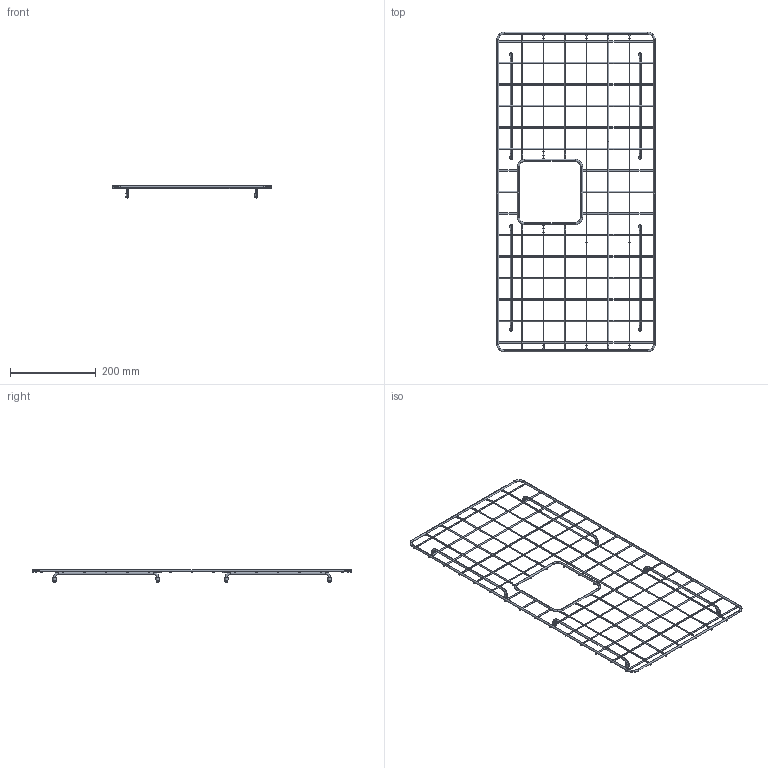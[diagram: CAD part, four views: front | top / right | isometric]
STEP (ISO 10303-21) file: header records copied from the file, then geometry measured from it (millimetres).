
FILE_DESCRIPTION((''),'2;1');
FILE_NAME('2300-2035_ASM','2021-11-02T',('timv'),(''),'CREO PARAMETRIC BY PTC INC, 2015080','CREO PARAMETRIC BY PTC INC, 2015080','');
FILE_SCHEMA(('CONFIG_CONTROL_DESIGN'));
Length unit declared in the file: millimetre
Products named in the file (30): 1500_TEL_DATA_1; 1500_TEL_DATA_2; 1500_TEL_DATA_3; 1500_TEL_DATA_5; 1500_TEL_DATA_7; 1500_TEL_DATA_8; 1500_TEL_DATA_9; 1500_TEL_DATA_10; 1500_TEL_DATA_11; 1500_TEL_DATA_16; 1500_TEL_DATA_19; 1500_TEL_DATA_22; 1500_TEL_DATA_23; 1500_TEL_DATA_24; 1500_TEL_DATA_25; 1500_TEL_DATA_26; 1500_TEL_DATA_28; 1500_TEL_DATA_29; 1500_TEL_DATA_30; 1500_TEL_DATA_31; 1500_TEL_DATA_32; 1500_TEL_DATA_33; 1500_TEL_DATA_34; 1500_TEL_DATA_36; 2300-2035-20; 2300-2035-15; 2300-2035-31; GL-240; GLF-100; 2300-2035_ASM
Assembly tree (44 placements, depth 2):
  2300-2035_ASM
    1500_TEL_DATA_1
    1500_TEL_DATA_2
    1500_TEL_DATA_3
    1500_TEL_DATA_5
    1500_TEL_DATA_7
    1500_TEL_DATA_8
    1500_TEL_DATA_9
    1500_TEL_DATA_10
    1500_TEL_DATA_11
    1500_TEL_DATA_16
    1500_TEL_DATA_19
    1500_TEL_DATA_22
    1500_TEL_DATA_23
    1500_TEL_DATA_24
    1500_TEL_DATA_25
    1500_TEL_DATA_26
    1500_TEL_DATA_28
    1500_TEL_DATA_29
    1500_TEL_DATA_30
    1500_TEL_DATA_31
    1500_TEL_DATA_32
    1500_TEL_DATA_33
    1500_TEL_DATA_34
    1500_TEL_DATA_36
    2300-2035-20  x3
    2300-2035-15  x3
    2300-2035-31  x2
    GL-240  x4
    GLF-100  x8
Bounding box: 369.34 x 744.36 x 29.67 mm (x, y, z)
Volume: 137938.9 mm3; surface area: 148794.1 mm2
Topology: 44 solids, 44 shells, 404 faces, 787 edges, 459 vertices
Faces by surface type: cylinder 136, torus 120, plane 84, cone 48, sphere 16
Entity records: 8037 total; most frequent: DIRECTION 1688, CARTESIAN_POINT 1227, ORIENTED_EDGE 1098, AXIS2_PLACEMENT_3D 787, EDGE_CURVE 549, CIRCLE 435, VERTEX_POINT 326, EDGE_LOOP 279
